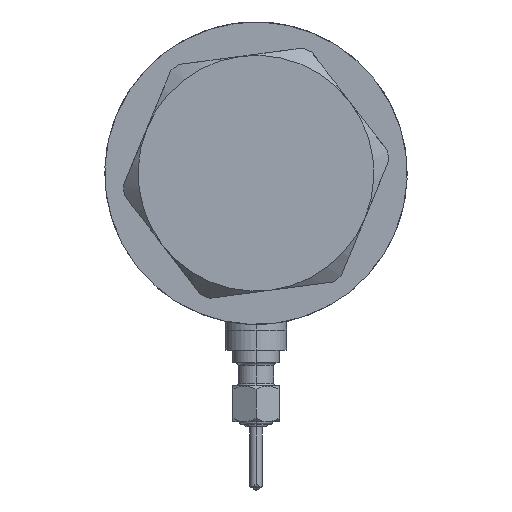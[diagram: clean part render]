
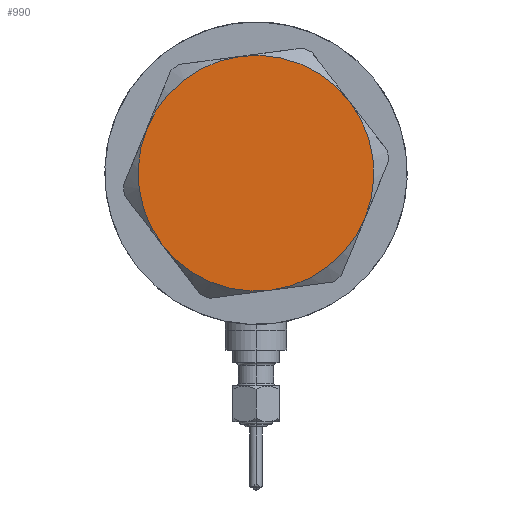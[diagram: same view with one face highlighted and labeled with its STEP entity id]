
A CAD part, left-side view. The second image highlights one B-rep face of the part: STEP entity #990.
In plain terms, the highlighted face is planar.
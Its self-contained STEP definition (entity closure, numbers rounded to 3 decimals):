
#60 = EDGE_CURVE ( 'NONE', #5189, #5721, #3701, .T. ) ;
#89 = EDGE_LOOP ( 'NONE', ( #1642, #4248, #6940, #4085, #4503, #2202 ) ) ;
#99 = VERTEX_POINT ( 'NONE', #6703 ) ;
#397 = FACE_OUTER_BOUND ( 'NONE', #89, .T. ) ;
#401 = EDGE_CURVE ( 'NONE', #6571, #99, #2552, .T. ) ;
#553 = AXIS2_PLACEMENT_3D ( 'NONE', #4935, #3320, #4345 ) ;
#693 = DIRECTION ( 'NONE',  ( 0., 0., 1. ) ) ;
#759 = CARTESIAN_POINT ( 'NONE',  ( 0., 0., 13. ) ) ;
#827 = AXIS2_PLACEMENT_3D ( 'NONE', #3315, #5551, #7223 ) ;
#935 = CIRCLE ( 'NONE', #3043, 23. ) ;
#990 = ADVANCED_FACE ( 'NONE', ( #397 ), #2047, .T. ) ;
#1162 = EDGE_CURVE ( 'NONE', #1430, #6571, #7205, .T. ) ;
#1310 = DIRECTION ( 'NONE',  ( 1., 0., 0. ) ) ;
#1430 = VERTEX_POINT ( 'NONE', #3540 ) ;
#1535 = DIRECTION ( 'NONE',  ( 1., 0., 0. ) ) ;
#1642 = ORIENTED_EDGE ( 'NONE', *, *, #4127, .T. ) ;
#2047 = PLANE ( 'NONE',  #5579 ) ;
#2079 = AXIS2_PLACEMENT_3D ( 'NONE', #3727, #6119, #2351 ) ;
#2145 = CARTESIAN_POINT ( 'NONE',  ( 23., 0., 13. ) ) ;
#2202 = ORIENTED_EDGE ( 'NONE', *, *, #401, .T. ) ;
#2351 = DIRECTION ( 'NONE',  ( 1., 0., 0. ) ) ;
#2552 = CIRCLE ( 'NONE', #3948, 23. ) ;
#2734 = CARTESIAN_POINT ( 'NONE',  ( 0., 0., 13. ) ) ;
#2764 = DIRECTION ( 'NONE',  ( 0., 0., 1. ) ) ;
#3043 = AXIS2_PLACEMENT_3D ( 'NONE', #5786, #693, #5669 ) ;
#3191 = CARTESIAN_POINT ( 'NONE',  ( -11.5, 19.919, 13. ) ) ;
#3315 = CARTESIAN_POINT ( 'NONE',  ( 0., 0., 13. ) ) ;
#3320 = DIRECTION ( 'NONE',  ( 0., 0., 1. ) ) ;
#3540 = CARTESIAN_POINT ( 'NONE',  ( -23., 0., 13. ) ) ;
#3701 = CIRCLE ( 'NONE', #2079, 23. ) ;
#3727 = CARTESIAN_POINT ( 'NONE',  ( 0., 0., 13. ) ) ;
#3757 = EDGE_CURVE ( 'NONE', #6996, #5189, #935, .T. ) ;
#3948 = AXIS2_PLACEMENT_3D ( 'NONE', #759, #4077, #1310 ) ;
#4077 = DIRECTION ( 'NONE',  ( 0., 0., 1. ) ) ;
#4085 = ORIENTED_EDGE ( 'NONE', *, *, #4106, .T. ) ;
#4106 = EDGE_CURVE ( 'NONE', #5721, #1430, #5614, .T. ) ;
#4127 = EDGE_CURVE ( 'NONE', #99, #6996, #5383, .T. ) ;
#4248 = ORIENTED_EDGE ( 'NONE', *, *, #3757, .T. ) ;
#4345 = DIRECTION ( 'NONE',  ( 1., 0., 0. ) ) ;
#4449 = CARTESIAN_POINT ( 'NONE',  ( -11.5, -19.919, 13. ) ) ;
#4503 = ORIENTED_EDGE ( 'NONE', *, *, #1162, .T. ) ;
#4935 = CARTESIAN_POINT ( 'NONE',  ( 0., 0., 13. ) ) ;
#4961 = DIRECTION ( 'NONE',  ( 1., 0., 0. ) ) ;
#5189 = VERTEX_POINT ( 'NONE', #7014 ) ;
#5383 = CIRCLE ( 'NONE', #827, 23. ) ;
#5551 = DIRECTION ( 'NONE',  ( 0., 0., 1. ) ) ;
#5579 = AXIS2_PLACEMENT_3D ( 'NONE', #7022, #5920, #1535 ) ;
#5614 = CIRCLE ( 'NONE', #6546, 23. ) ;
#5669 = DIRECTION ( 'NONE',  ( 1., 0., 0. ) ) ;
#5721 = VERTEX_POINT ( 'NONE', #3191 ) ;
#5786 = CARTESIAN_POINT ( 'NONE',  ( 0., 0., 13. ) ) ;
#5920 = DIRECTION ( 'NONE',  ( 0., 0., 1. ) ) ;
#6119 = DIRECTION ( 'NONE',  ( 0., 0., 1. ) ) ;
#6546 = AXIS2_PLACEMENT_3D ( 'NONE', #2734, #2764, #4961 ) ;
#6571 = VERTEX_POINT ( 'NONE', #4449 ) ;
#6703 = CARTESIAN_POINT ( 'NONE',  ( 11.5, -19.919, 13. ) ) ;
#6940 = ORIENTED_EDGE ( 'NONE', *, *, #60, .T. ) ;
#6996 = VERTEX_POINT ( 'NONE', #2145 ) ;
#7014 = CARTESIAN_POINT ( 'NONE',  ( 11.5, 19.919, 13. ) ) ;
#7022 = CARTESIAN_POINT ( 'NONE',  ( 0., 0., 13. ) ) ;
#7205 = CIRCLE ( 'NONE', #553, 23. ) ;
#7223 = DIRECTION ( 'NONE',  ( 1., 0., 0. ) ) ;
